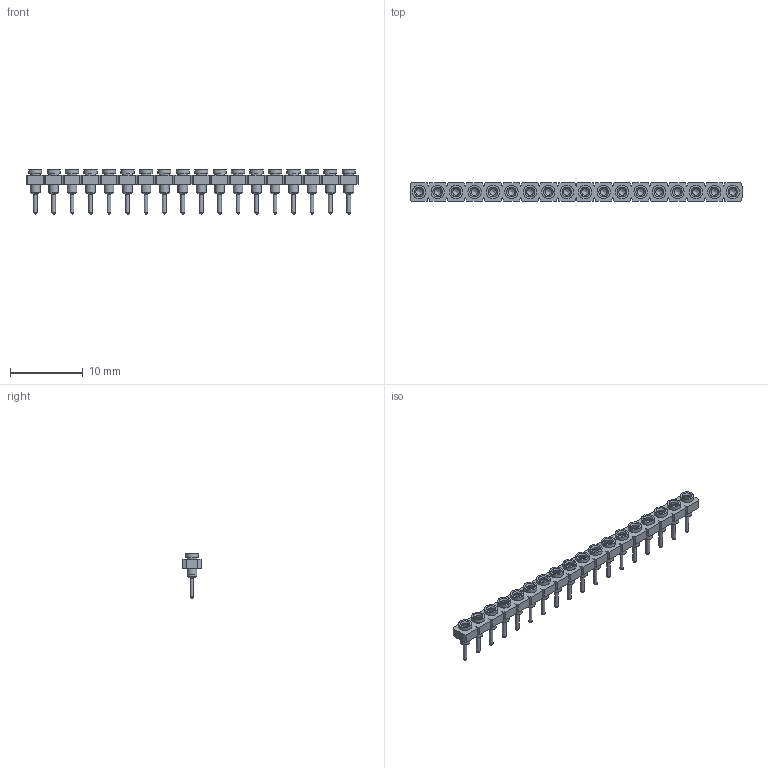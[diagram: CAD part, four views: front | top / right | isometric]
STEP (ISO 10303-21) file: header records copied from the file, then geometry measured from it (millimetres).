
FILE_DESCRIPTION(('FreeCAD Model'),'2;1');
FILE_NAME('Open CASCADE Shape Model','2025-01-11T13:31:57',(''),(''), 'Open CASCADE STEP processor 7.8','FreeCAD','Unknown');
FILE_SCHEMA(('AUTOMOTIVE_DESIGN { 1 0 10303 214 1 1 1 1 }'));
Length unit declared in the file: millimetre
Products named in the file (19): SL-118_socket; SC-4P1_pins153; SC-4P1_pins154; SC-4P1_pins155; SC-4P1_pins156; SC-4P1_pins157; SC-4P1_pins158; SC-4P1_pins159; SC-4P1_pins160; SC-4P1_pins161; SC-4P1_pins162; SC-4P1_pins163; SC-4P1_pins164; SC-4P1_pins165; SC-4P1_pins166; SC-4P1_pins167; SC-4P1_pins168; SC-4P1_pins169; SC-4P1_pins189
Bounding box: 45.72 x 2.54 x 6.1 mm (x, y, z)
Volume: 173 mm3; surface area: 1022.4 mm2
Topology: 19 solids, 19 shells, 418 faces, 924 edges, 598 vertices
Faces by surface type: plane 202, cylinder 126, cone 72, sphere 18
Full cylindrical faces by diameter (mm): 0.508 x18, 0.914 x18, 1.016 x18, 1.321 x54, 1.829 x18
Entity records: 11632 total; most frequent: CARTESIAN_POINT 2193, DIRECTION 1852, ORIENTED_EDGE 1776, EDGE_CURVE 888, AXIS2_PLACEMENT_3D 761, VERTEX_POINT 598, FACE_BOUND 544, EDGE_LOOP 544
